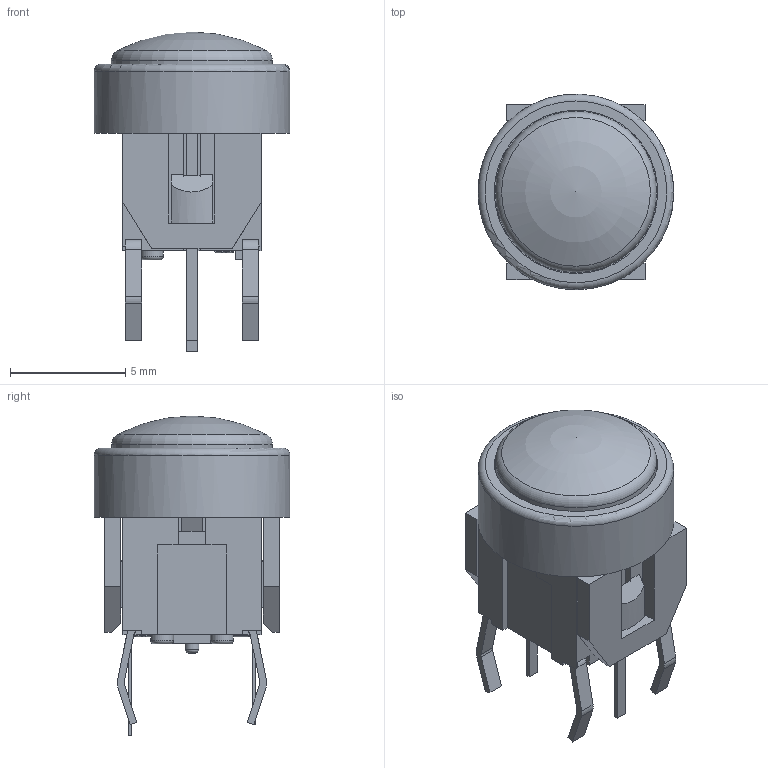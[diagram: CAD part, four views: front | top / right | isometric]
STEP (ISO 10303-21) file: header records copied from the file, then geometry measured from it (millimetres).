
FILE_DESCRIPTION((' '),'2;1');
FILE_NAME('TL1220R1BxxxHALO.stp','2017-08-02T15:37:16',(' '),(' '),' ','ACIS',' ');
FILE_SCHEMA(('CONFIG_CONTROL_DESIGN'));
Length unit declared in the file: inch
Products named in the file (1): TL1220R1BxxxHALO.stp
Bounding box: 8.5 x 8.5 x 13.9 mm (x, y, z)
Volume: 306 mm3; surface area: 1010.6 mm2
Topology: 1 solids, 1 shells, 379 faces, 1111 edges, 704 vertices
Faces by surface type: plane 315, cylinder 57, torus 4, sphere 1, cone 1, bspline 1
Full cylindrical faces by diameter (mm): 1 x3, 3.7 x1, 7 x1, 7.1 x1, 8.5 x1
Entity records: 12424 total; most frequent: CARTESIAN_POINT 2224, ORIENTED_EDGE 2186, DIRECTION 1981, EDGE_CURVE 1093, VECTOR 959, LINE 959, VERTEX_POINT 699, AXIS2_PLACEMENT_3D 511
